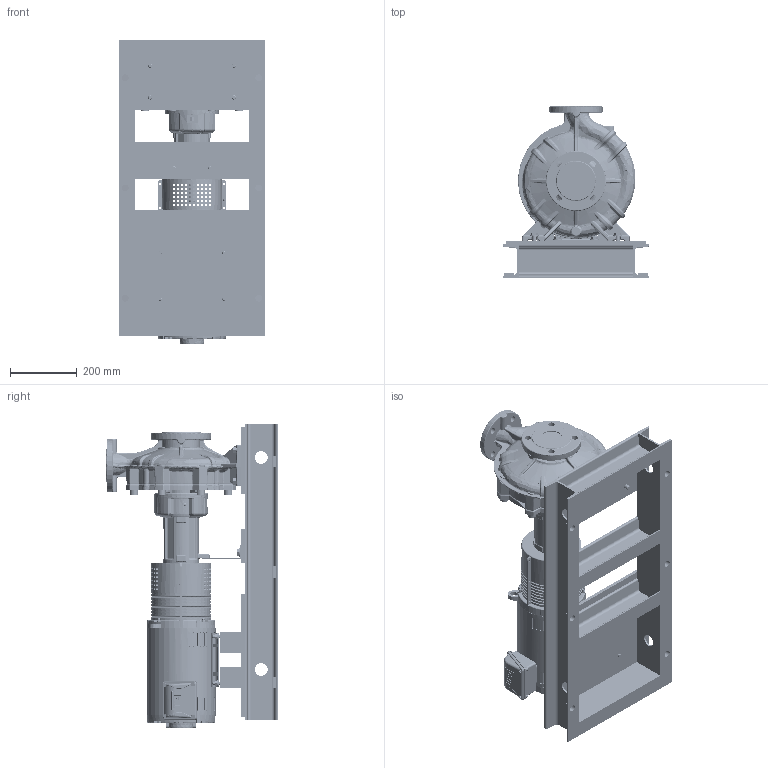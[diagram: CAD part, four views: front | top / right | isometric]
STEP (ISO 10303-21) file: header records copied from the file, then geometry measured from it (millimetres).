
FILE_DESCRIPTION (( 'STEP AP203' ), '1' );
FILE_NAME ('3325550 - NL-HE 2.5x2x10-5-182_4T-460-4-ODP.step', '2021-01-06T15:47:07', ( '' ), ( '' ), 'SwSTEP 2.0', 'SolidWorks 2020', '' );
FILE_SCHEMA (( 'CONFIG_CONTROL_DESIGN' ));
Length unit declared in the file: inch
Products named in the file (23): 4107249 - 1_2COUPLING GUARD-PP-SG.25[stp]; 10# C CHANNEL[stp]_####### - 10# x 35in; CONF - BOLT - [1_2in-13][stp]_3323258 - 1_2in-13 x 1.5in A307 HD GALV HEX BOLT; 3322662 - 3_8in-16 ZINC GRADE 5 HEX NUT[stp]_95462A031; MOT PLATE[stp]_MOT PLATE #6; NL-HE MOT RISER[stp]_3322559 - NL-HE MOT RISER #4C [2.5 x 2 x 2.56]; 3325550 - NL-HE 2.5x2x10-5-182_4T-460-4-ODP; BASE 10# ASSY[stp]_3322771 - NL-HE BASE #3 - BASEKIT 42; BBRCKT PLATE[stp]_B.B PLATE #6; 10# ANGLE WASHER[stp]; 9149654 - Atmos GIGA-N 2.5x2x10-D-L4; DRILLING[stp]_3322983 - NL-HE BASE #3 DRILLED - 42; 3322660 - 3_8in x 0.812in OD ZINC STEEL FLAT WASHER[stp]_98023A031; 10# C CHANNEL[stp]_####### - 10# x 13.5in; CONF - STUD - [3_8in-16][stp]_3314187 - 3_8in-16 GR.A MGLV STD 4in .85inA .60inB; COUPLING GRD[stp]_3323307 - NL-HE COUPLING GUARD ASSEMBLY SG.25; 2710312 - NEMA H4 5HP 184T 3~208-230_460 ODP[stp]; 4 POLE[stp]_2710312 - NEMA H4 5HP 184T 3~208-230_460 ODP; PE PLATE[stp]_P.E PLATE #6; BASE 10#[stp]_3322636 - NL-HE RAW BASE #3-143_5T,182_4T; 3322658 - 1_2in x 1.062in OD ZINC STEEL FLAT WASHER[stp]_91860A033; CONF - BOLT - [1_2in-13][stp]_3323256 - 1_2in-13 x 1in (FT) A307 HD GALV HEX BOLT
Assembly tree (51 placements, depth 4):
  3325550 - NL-HE 2.5x2x10-5-182_4T-460-4-ODP
    9149654 - Atmos GIGA-N 2.5x2x10-D-L4
    4 POLE[stp]_2710312 - NEMA H4 5HP 184T 3~208-230_460 ODP
      2710312 - NEMA H4 5HP 184T 3~208-230_460 ODP[stp]
    BASE 10# ASSY[stp]_3322771 - NL-HE BASE #3 - BASEKIT 42
      BASE 10#[stp]_3322636 - NL-HE RAW BASE #3-143_5T,182_4T
        10# C CHANNEL[stp]_####### - 10# x 35in
        10# C CHANNEL[stp]_####### - 10# x 13.5in  x4
        PE PLATE[stp]_P.E PLATE #6
        BBRCKT PLATE[stp]_B.B PLATE #6
        MOT PLATE[stp]_MOT PLATE #6
        10# C CHANNEL[stp]_####### - 10# x 35in
        10# ANGLE WASHER[stp]  x6
      NL-HE MOT RISER[stp]_3322559 - NL-HE MOT RISER #4C [2.5 x 2 x 2.56]  x4
      CONF - BOLT - [1_2in-13][stp]_3323258 - 1_2in-13 x 1.5in A307 HD GALV HEX BOLT  x4
      3322658 - 1_2in x 1.062in OD ZINC STEEL FLAT WASHER[stp]_91860A033  x6
      CONF - BOLT - [1_2in-13][stp]_3323256 - 1_2in-13 x 1in (FT) A307 HD GALV HEX BOLT  x2
      CONF - STUD - [3_8in-16][stp]_3314187 - 3_8in-16 GR.A MGLV STD 4in .85inA .60inB  x4
      3322662 - 3_8in-16 ZINC GRADE 5 HEX NUT[stp]_95462A031  x4
      3322660 - 3_8in x 0.812in OD ZINC STEEL FLAT WASHER[stp]_98023A031  x4
    COUPLING GRD[stp]_3323307 - NL-HE COUPLING GUARD ASSEMBLY SG.25
      4107249 - 1_2COUPLING GUARD-PP-SG.25[stp]  x2
  DRILLING[stp]_3322983 - NL-HE BASE #3 DRILLED - 42
Bounding box: 438.9 x 515.01 x 913.02 mm (x, y, z)
Volume: 32291514.4 mm3; surface area: 3579381.8 mm2
Topology: 49 solids, 53 shells, 8239 faces, 20009 edges, 11947 vertices
Faces by surface type: bspline 3652, cylinder 1834, plane 1413, cone 1128, sphere 196, torus 16
Entity records: 367706 total; most frequent: CARTESIAN_POINT 239922, ORIENTED_EDGE 31818, DIRECTION 17455, EDGE_CURVE 15909, VERTEX_POINT 9548, B_SPLINE_CURVE_WITH_KNOTS 7587, EDGE_LOOP 6993, AXIS2_PLACEMENT_3D 6756
